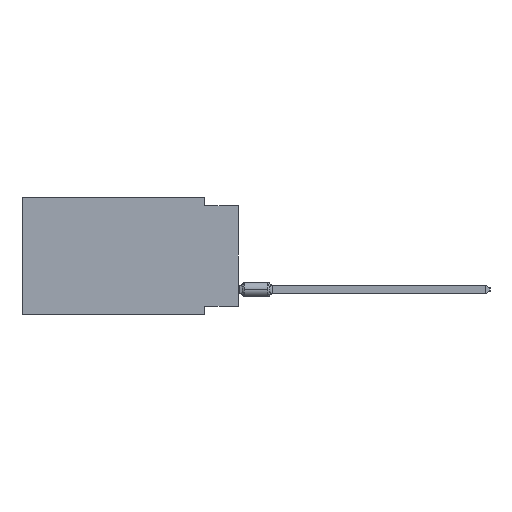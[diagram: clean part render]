
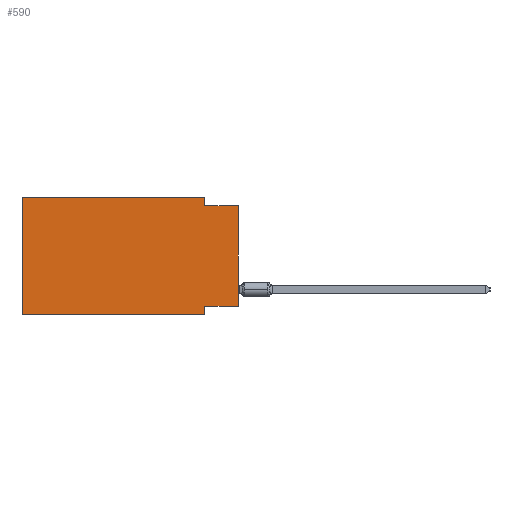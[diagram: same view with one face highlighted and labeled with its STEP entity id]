
A CAD part, left-side view. The second image highlights one B-rep face of the part: STEP entity #590.
In plain terms, the highlighted planar face has unit normal (-1, 0, 0).
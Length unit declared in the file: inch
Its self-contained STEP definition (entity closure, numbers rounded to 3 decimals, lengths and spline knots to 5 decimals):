
#590 = ADVANCED_FACE ( 'NONE', ( #50479 ), #55243, .F. ) ;
#1092 = ORIENTED_EDGE ( 'NONE', *, *, #64139, .F. ) ;
#1387 = ORIENTED_EDGE ( 'NONE', *, *, #5079, .F. ) ;
#2466 = VECTOR ( 'NONE', #37421, 39.37008 ) ;
#3889 = EDGE_CURVE ( 'NONE', #34866, #33040, #42566, .T. ) ;
#5079 = EDGE_CURVE ( 'NONE', #7595, #15635, #59057, .T. ) ;
#5467 = VERTEX_POINT ( 'NONE', #62078 ) ;
#7595 = VERTEX_POINT ( 'NONE', #19082 ) ;
#10517 = CARTESIAN_POINT ( 'NONE',  ( 0., 0.1, -0.35 ) ) ;
#12148 = LINE ( 'NONE', #32311, #58651 ) ;
#12907 = DIRECTION ( 'NONE',  ( 0., 0., 1. ) ) ;
#15207 = DIRECTION ( 'NONE',  ( 0., 0., -1. ) ) ;
#15464 = VERTEX_POINT ( 'NONE', #18697 ) ;
#15635 = VERTEX_POINT ( 'NONE', #61391 ) ;
#15814 = CARTESIAN_POINT ( 'NONE',  ( 0., 0., -0.325 ) ) ;
#16309 = EDGE_CURVE ( 'NONE', #49531, #15464, #57332, .T. ) ;
#18472 = ORIENTED_EDGE ( 'NONE', *, *, #40233, .F. ) ;
#18697 = CARTESIAN_POINT ( 'NONE',  ( 0., 0.1, -0.35 ) ) ;
#19082 = CARTESIAN_POINT ( 'NONE',  ( 0., 0.645, -0.35 ) ) ;
#20943 = DIRECTION ( 'NONE',  ( 0., 1., 0. ) ) ;
#21275 = LINE ( 'NONE', #15814, #38402 ) ;
#21510 = CARTESIAN_POINT ( 'NONE',  ( 0., 0., -0.025 ) ) ;
#22655 = EDGE_CURVE ( 'NONE', #15635, #5467, #29692, .T. ) ;
#23135 = EDGE_CURVE ( 'NONE', #34866, #49531, #21275, .T. ) ;
#23612 = ORIENTED_EDGE ( 'NONE', *, *, #16309, .F. ) ;
#24543 = CARTESIAN_POINT ( 'NONE',  ( 0., 0.1, -0.325 ) ) ;
#24898 = CARTESIAN_POINT ( 'NONE',  ( 0., 0.645, 0. ) ) ;
#25435 = CARTESIAN_POINT ( 'NONE',  ( 0., 0.1, -0.025 ) ) ;
#29692 = LINE ( 'NONE', #24898, #40546 ) ;
#31359 = DIRECTION ( 'NONE',  ( 0., 0., -1. ) ) ;
#32311 = CARTESIAN_POINT ( 'NONE',  ( 0., 0., -0.025 ) ) ;
#32605 = CARTESIAN_POINT ( 'NONE',  ( 0., 0., 0. ) ) ;
#33040 = VERTEX_POINT ( 'NONE', #21510 ) ;
#34091 = CARTESIAN_POINT ( 'NONE',  ( 0., 0.645, 0. ) ) ;
#34727 = DIRECTION ( 'NONE',  ( 0., 0., -1. ) ) ;
#34866 = VERTEX_POINT ( 'NONE', #45983 ) ;
#36694 = DIRECTION ( 'NONE',  ( 0., -1., 0. ) ) ;
#37421 = DIRECTION ( 'NONE',  ( 0., 0., 1. ) ) ;
#38402 = VECTOR ( 'NONE', #20943, 39.37008 ) ;
#40034 = VECTOR ( 'NONE', #15207, 39.37008 ) ;
#40233 = EDGE_CURVE ( 'NONE', #48867, #33040, #12148, .T. ) ;
#40546 = VECTOR ( 'NONE', #55013, 39.37008 ) ;
#40809 = ORIENTED_EDGE ( 'NONE', *, *, #23135, .F. ) ;
#41204 = LINE ( 'NONE', #62024, #40034 ) ;
#42274 = DIRECTION ( 'NONE',  ( 0., -1., 0. ) ) ;
#42566 = LINE ( 'NONE', #32605, #2466 ) ;
#44275 = ORIENTED_EDGE ( 'NONE', *, *, #3889, .T. ) ;
#45144 = ORIENTED_EDGE ( 'NONE', *, *, #46208, .T. ) ;
#45983 = CARTESIAN_POINT ( 'NONE',  ( 0., 0., -0.325 ) ) ;
#46012 = AXIS2_PLACEMENT_3D ( 'NONE', #50147, #54573, #34727 ) ;
#46208 = EDGE_CURVE ( 'NONE', #7595, #15464, #57539, .T. ) ;
#47461 = VECTOR ( 'NONE', #36694, 39.37008 ) ;
#48063 = EDGE_LOOP ( 'NONE', ( #44275, #18472, #1092, #53746, #1387, #45144, #23612, #40809 ) ) ;
#48867 = VERTEX_POINT ( 'NONE', #25435 ) ;
#49531 = VERTEX_POINT ( 'NONE', #24543 ) ;
#50147 = CARTESIAN_POINT ( 'NONE',  ( 0., 0.645, 0. ) ) ;
#50479 = FACE_OUTER_BOUND ( 'NONE', #48063, .T. ) ;
#52780 = CARTESIAN_POINT ( 'NONE',  ( 0., 0.645, -0.35 ) ) ;
#53746 = ORIENTED_EDGE ( 'NONE', *, *, #22655, .F. ) ;
#54573 = DIRECTION ( 'NONE',  ( 1., 0., 0. ) ) ;
#55013 = DIRECTION ( 'NONE',  ( 0., -1., 0. ) ) ;
#55243 = PLANE ( 'NONE',  #46012 ) ;
#56826 = VECTOR ( 'NONE', #31359, 39.37008 ) ;
#57174 = VECTOR ( 'NONE', #12907, 39.37008 ) ;
#57332 = LINE ( 'NONE', #10517, #56826 ) ;
#57539 = LINE ( 'NONE', #52780, #47461 ) ;
#58651 = VECTOR ( 'NONE', #42274, 39.37008 ) ;
#59057 = LINE ( 'NONE', #34091, #57174 ) ;
#61391 = CARTESIAN_POINT ( 'NONE',  ( 0., 0.645, 0. ) ) ;
#62024 = CARTESIAN_POINT ( 'NONE',  ( 0., 0.1, 0. ) ) ;
#62078 = CARTESIAN_POINT ( 'NONE',  ( 0., 0.1, 0. ) ) ;
#64139 = EDGE_CURVE ( 'NONE', #5467, #48867, #41204, .T. ) ;
